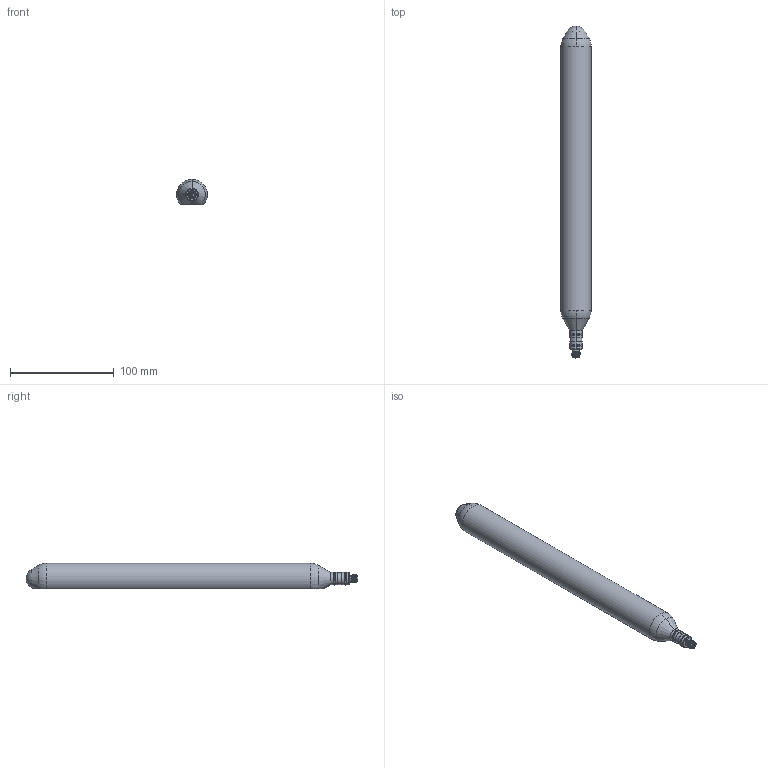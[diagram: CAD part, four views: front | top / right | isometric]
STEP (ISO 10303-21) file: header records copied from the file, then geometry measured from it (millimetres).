
FILE_DESCRIPTION (( 'STEP AP203' ), '1' );
FILE_NAME ('ABE-Z30-250-D12_outline.STEP', '2021-03-23T16:11:25', ( '' ), ( '' ), 'SwSTEP 2.0', 'SolidWorks 2020', '' );
FILE_SCHEMA (( 'CONFIG_CONTROL_DESIGN' ));
Length unit declared in the file: millimetre
Products named in the file (1): ABE-Z30-250-D12_outline
Bounding box: 29.6 x 320.5 x 24.5 mm (x, y, z)
Surface area: 27158.7 mm2 (no closed solid volume)
Topology: 0 solids, 11 shells, 97 faces, 275 edges, 177 vertices
Faces by surface type: cylinder 33, plane 22, cone 16, torus 14, bspline 12
Entity records: 4233 total; most frequent: CARTESIAN_POINT 1723, DIRECTION 541, ORIENTED_EDGE 461, EDGE_CURVE 267, AXIS2_PLACEMENT_3D 233, VERTEX_POINT 177, CIRCLE 147, EDGE_LOOP 111
